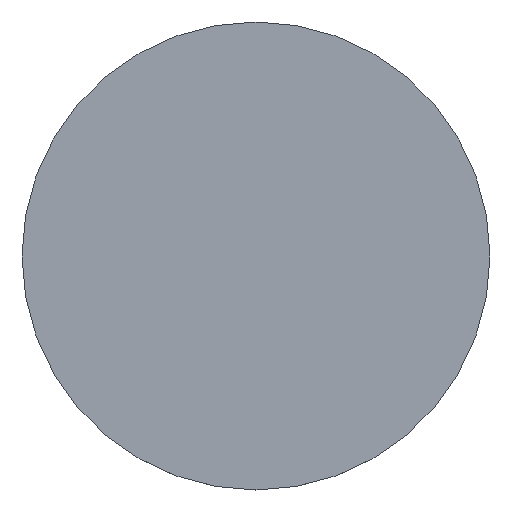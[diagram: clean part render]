
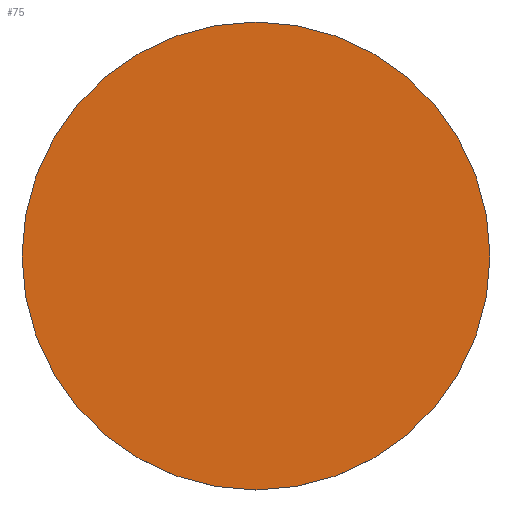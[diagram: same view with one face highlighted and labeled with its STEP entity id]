
A CAD part, top view. The second image highlights one B-rep face of the part: STEP entity #75.
In plain terms, the highlighted planar face has unit normal (0, 0, 1).
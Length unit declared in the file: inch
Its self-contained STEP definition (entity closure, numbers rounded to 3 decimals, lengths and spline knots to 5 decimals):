
#5 = CARTESIAN_POINT ( 'NONE',  ( 0., 0., 0.15748 ) ) ;
#16 = ORIENTED_EDGE ( 'NONE', *, *, #38, .T. ) ;
#19 = DIRECTION ( 'NONE',  ( 1., 0., 0. ) ) ;
#25 = PLANE ( 'NONE',  #97 ) ;
#27 = CARTESIAN_POINT ( 'NONE',  ( 0., 0., 0.15748 ) ) ;
#37 = VERTEX_POINT ( 'NONE', #141 ) ;
#38 = EDGE_CURVE ( 'NONE', #51, #37, #124, .T. ) ;
#42 = EDGE_LOOP ( 'NONE', ( #16, #155 ) ) ;
#51 = VERTEX_POINT ( 'NONE', #85 ) ;
#58 = DIRECTION ( 'NONE',  ( 0., 0., 1. ) ) ;
#75 = ADVANCED_FACE ( 'NONE', ( #111 ), #25, .T. ) ;
#85 = CARTESIAN_POINT ( 'NONE',  ( -3.93701, 0., 0.15748 ) ) ;
#97 = AXIS2_PLACEMENT_3D ( 'NONE', #118, #161, #105 ) ;
#99 = DIRECTION ( 'NONE',  ( 0., 0., 1. ) ) ;
#105 = DIRECTION ( 'NONE',  ( 1., 0., 0. ) ) ;
#110 = EDGE_CURVE ( 'NONE', #37, #51, #152, .T. ) ;
#111 = FACE_OUTER_BOUND ( 'NONE', #42, .T. ) ;
#118 = CARTESIAN_POINT ( 'NONE',  ( 0., 0., 0.15748 ) ) ;
#124 = CIRCLE ( 'NONE', #142, 3.93701 ) ;
#134 = DIRECTION ( 'NONE',  ( 1., 0., 0. ) ) ;
#141 = CARTESIAN_POINT ( 'NONE',  ( 3.93701, 0., 0.15748 ) ) ;
#142 = AXIS2_PLACEMENT_3D ( 'NONE', #5, #99, #19 ) ;
#152 = CIRCLE ( 'NONE', #178, 3.93701 ) ;
#155 = ORIENTED_EDGE ( 'NONE', *, *, #110, .T. ) ;
#161 = DIRECTION ( 'NONE',  ( 0., 0., 1. ) ) ;
#178 = AXIS2_PLACEMENT_3D ( 'NONE', #27, #58, #134 ) ;
